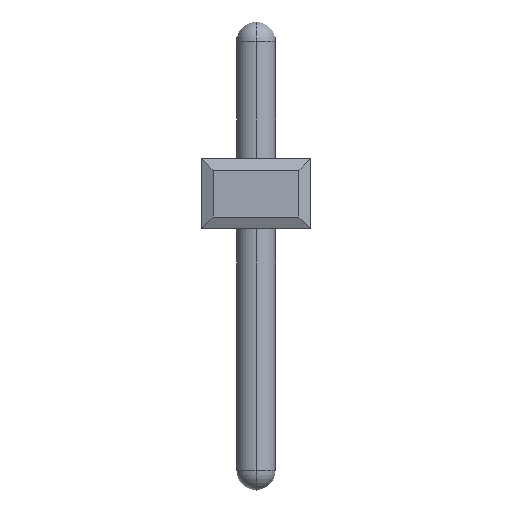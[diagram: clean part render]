
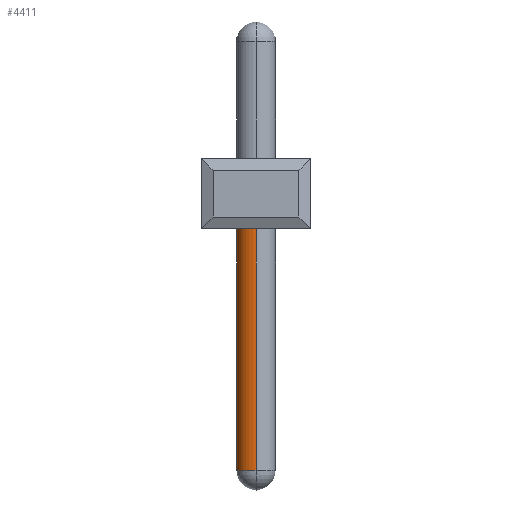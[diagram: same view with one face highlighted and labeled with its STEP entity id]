
A CAD part, front view. The second image highlights one B-rep face of the part: STEP entity #4411.
In plain terms, the highlighted cylindrical face has radius 0.5 mm (diameter 1 mm), a partial arc.
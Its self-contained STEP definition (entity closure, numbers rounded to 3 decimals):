
#1507=CARTESIAN_POINT('',(1.4,-15.75,0.2));
#1508=DIRECTION('',(0.,0.,1.));
#1509=DIRECTION('',(0.,1.,0.));
#1510=AXIS2_PLACEMENT_3D('',#1507,#1508,#1509);
#1521=CARTESIAN_POINT('',(1.4,-15.75,-6.2));
#1522=DIRECTION('',(0.,0.,1.));
#1523=DIRECTION('',(0.,1.,0.));
#1524=AXIS2_PLACEMENT_3D('',#1521,#1522,#1523);
#1526=DIRECTION('',(0.,0.,1.));
#1527=VECTOR('',#1526,6.4);
#1528=CARTESIAN_POINT('',(1.4,-15.25,-6.2));
#1529=LINE('',#1528,#1527);
#1535=DIRECTION('',(0.,0.,1.));
#1536=VECTOR('',#1535,6.4);
#1537=CARTESIAN_POINT('',(1.4,-16.25,-6.2));
#1538=LINE('',#1537,#1536);
#1838=CARTESIAN_POINT('',(1.4,-15.25,-6.2));
#1840=VERTEX_POINT('',#1838);
#1845=CARTESIAN_POINT('',(1.4,-16.25,-6.2));
#1846=VERTEX_POINT('',#1845);
#1849=CARTESIAN_POINT('',(1.4,-15.25,0.2));
#1850=CARTESIAN_POINT('',(1.4,-16.25,0.2));
#1851=VERTEX_POINT('',#1849);
#1852=VERTEX_POINT('',#1850);
#4397=CARTESIAN_POINT('',(1.4,-15.75,-7.3));
#4398=DIRECTION('',(0.,0.,1.));
#4399=DIRECTION('',(0.,1.,0.));
#4400=AXIS2_PLACEMENT_3D('',#4397,#4398,#4399);
#4401=CYLINDRICAL_SURFACE('',#4400,0.5);
#4402=ORIENTED_EDGE('',*,*,#4378,.T.);
#4404=ORIENTED_EDGE('',*,*,#4403,.F.);
#4406=ORIENTED_EDGE('',*,*,#4405,.F.);
#4408=ORIENTED_EDGE('',*,*,#4407,.T.);
#4409=EDGE_LOOP('',(#4402,#4404,#4406,#4408));
#4410=FACE_OUTER_BOUND('',#4409,.F.);
#4411=ADVANCED_FACE('',(#4410),#4401,.T.);
#1511=CIRCLE('',#1510,0.5);
#1525=CIRCLE('',#1524,0.5);
#4378=EDGE_CURVE('',#1851,#1852,#1511,.T.);
#4403=EDGE_CURVE('',#1846,#1852,#1538,.T.);
#4405=EDGE_CURVE('',#1840,#1846,#1525,.T.);
#4407=EDGE_CURVE('',#1840,#1851,#1529,.T.);
